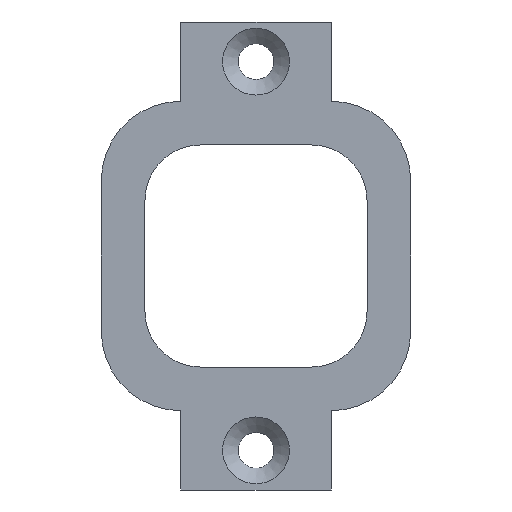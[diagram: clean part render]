
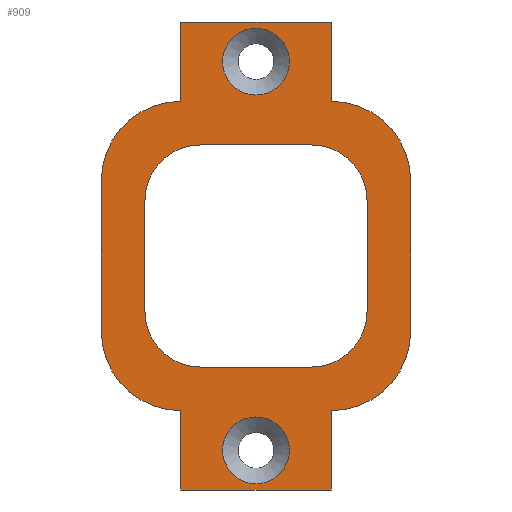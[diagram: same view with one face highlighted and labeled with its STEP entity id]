
A CAD part, front view. The second image highlights one B-rep face of the part: STEP entity #909.
In plain terms, the highlighted planar face has unit normal (0, -1, 0).
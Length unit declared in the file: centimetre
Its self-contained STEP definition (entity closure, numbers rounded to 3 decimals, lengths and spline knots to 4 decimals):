
#23=FACE_BOUND('',#172,.T.);
#24=FACE_BOUND('',#173,.T.);
#25=FACE_BOUND('',#174,.T.);
#40=CIRCLE('',#950,0.4215);
#42=CIRCLE('',#954,0.4215);
#52=CIRCLE('',#978,0.7);
#53=CIRCLE('',#981,0.7);
#54=CIRCLE('',#984,0.7);
#55=CIRCLE('',#987,0.7);
#56=CIRCLE('',#992,1.);
#57=CIRCLE('',#995,1.);
#58=CIRCLE('',#1000,1.);
#59=CIRCLE('',#1003,1.);
#121=FACE_OUTER_BOUND('',#171,.T.);
#171=EDGE_LOOP('',(#812,#813,#814,#815,#816,#817,#818,#819,#820,#821,#822,
#823));
#172=EDGE_LOOP('',(#824));
#173=EDGE_LOOP('',(#825));
#174=EDGE_LOOP('',(#826,#827,#828,#829,#830,#831,#832,#833));
#241=LINE('',#1455,#336);
#244=LINE('',#1463,#339);
#247=LINE('',#1471,#342);
#249=LINE('',#1477,#344);
#250=LINE('',#1481,#345);
#253=LINE('',#1486,#348);
#257=LINE('',#1495,#352);
#259=LINE('',#1502,#354);
#261=LINE('',#1506,#356);
#263=LINE('',#1510,#358);
#266=LINE('',#1518,#361);
#269=LINE('',#1525,#364);
#336=VECTOR('',#1186,1.);
#339=VECTOR('',#1195,1.);
#342=VECTOR('',#1204,1.);
#344=VECTOR('',#1212,1.);
#345=VECTOR('',#1215,1.);
#348=VECTOR('',#1220,1.);
#352=VECTOR('',#1230,1.);
#354=VECTOR('',#1238,1.);
#356=VECTOR('',#1242,1.);
#358=VECTOR('',#1246,1.);
#361=VECTOR('',#1255,1.);
#364=VECTOR('',#1264,1.);
#404=VERTEX_POINT('',#1368);
#406=VERTEX_POINT('',#1376);
#427=VERTEX_POINT('',#1447);
#428=VERTEX_POINT('',#1449);
#429=VERTEX_POINT('',#1453);
#430=VERTEX_POINT('',#1457);
#431=VERTEX_POINT('',#1461);
#432=VERTEX_POINT('',#1465);
#433=VERTEX_POINT('',#1469);
#434=VERTEX_POINT('',#1473);
#435=VERTEX_POINT('',#1479);
#436=VERTEX_POINT('',#1480);
#437=VERTEX_POINT('',#1485);
#438=VERTEX_POINT('',#1489);
#439=VERTEX_POINT('',#1493);
#440=VERTEX_POINT('',#1497);
#441=VERTEX_POINT('',#1501);
#442=VERTEX_POINT('',#1505);
#443=VERTEX_POINT('',#1509);
#444=VERTEX_POINT('',#1513);
#445=VERTEX_POINT('',#1517);
#446=VERTEX_POINT('',#1521);
#496=EDGE_CURVE('',#404,#404,#40,.T.);
#500=EDGE_CURVE('',#406,#406,#42,.T.);
#537=EDGE_CURVE('',#427,#428,#52,.T.);
#540=EDGE_CURVE('',#429,#427,#241,.T.);
#542=EDGE_CURVE('',#430,#429,#53,.T.);
#544=EDGE_CURVE('',#431,#430,#244,.T.);
#546=EDGE_CURVE('',#432,#431,#54,.T.);
#548=EDGE_CURVE('',#433,#432,#247,.T.);
#550=EDGE_CURVE('',#434,#433,#55,.T.);
#551=EDGE_CURVE('',#428,#434,#249,.T.);
#552=EDGE_CURVE('',#435,#436,#250,.T.);
#555=EDGE_CURVE('',#437,#435,#253,.T.);
#557=EDGE_CURVE('',#438,#437,#56,.T.);
#560=EDGE_CURVE('',#439,#438,#257,.T.);
#561=EDGE_CURVE('',#440,#439,#57,.T.);
#563=EDGE_CURVE('',#441,#440,#259,.T.);
#565=EDGE_CURVE('',#442,#441,#261,.T.);
#567=EDGE_CURVE('',#443,#442,#263,.T.);
#569=EDGE_CURVE('',#444,#443,#58,.T.);
#571=EDGE_CURVE('',#445,#444,#266,.T.);
#573=EDGE_CURVE('',#446,#445,#59,.T.);
#575=EDGE_CURVE('',#436,#446,#269,.T.);
#812=ORIENTED_EDGE('',*,*,#575,.F.);
#813=ORIENTED_EDGE('',*,*,#552,.F.);
#814=ORIENTED_EDGE('',*,*,#555,.F.);
#815=ORIENTED_EDGE('',*,*,#557,.F.);
#816=ORIENTED_EDGE('',*,*,#560,.F.);
#817=ORIENTED_EDGE('',*,*,#561,.F.);
#818=ORIENTED_EDGE('',*,*,#563,.F.);
#819=ORIENTED_EDGE('',*,*,#565,.F.);
#820=ORIENTED_EDGE('',*,*,#567,.F.);
#821=ORIENTED_EDGE('',*,*,#569,.F.);
#822=ORIENTED_EDGE('',*,*,#571,.F.);
#823=ORIENTED_EDGE('',*,*,#573,.F.);
#824=ORIENTED_EDGE('',*,*,#496,.T.);
#825=ORIENTED_EDGE('',*,*,#500,.T.);
#826=ORIENTED_EDGE('',*,*,#537,.F.);
#827=ORIENTED_EDGE('',*,*,#540,.F.);
#828=ORIENTED_EDGE('',*,*,#542,.F.);
#829=ORIENTED_EDGE('',*,*,#544,.F.);
#830=ORIENTED_EDGE('',*,*,#546,.F.);
#831=ORIENTED_EDGE('',*,*,#548,.F.);
#832=ORIENTED_EDGE('',*,*,#550,.F.);
#833=ORIENTED_EDGE('',*,*,#551,.F.);
#861=PLANE('',#1005);
#909=ADVANCED_FACE('',(#121,#23,#24,#25),#861,.F.);
#950=AXIS2_PLACEMENT_3D('',#1369,#1095,#1096);
#954=AXIS2_PLACEMENT_3D('',#1377,#1105,#1106);
#978=AXIS2_PLACEMENT_3D('',#1450,#1180,#1181);
#981=AXIS2_PLACEMENT_3D('',#1459,#1190,#1191);
#984=AXIS2_PLACEMENT_3D('',#1467,#1199,#1200);
#987=AXIS2_PLACEMENT_3D('',#1475,#1208,#1209);
#992=AXIS2_PLACEMENT_3D('',#1490,#1224,#1225);
#995=AXIS2_PLACEMENT_3D('',#1498,#1233,#1234);
#1000=AXIS2_PLACEMENT_3D('',#1514,#1250,#1251);
#1003=AXIS2_PLACEMENT_3D('',#1522,#1259,#1260);
#1005=AXIS2_PLACEMENT_3D('',#1526,#1265,#1266);
#1095=DIRECTION('center_axis',(0.,1.,0.));
#1096=DIRECTION('ref_axis',(0.,0.,-1.));
#1105=DIRECTION('center_axis',(0.,1.,0.));
#1106=DIRECTION('ref_axis',(0.,0.,-1.));
#1180=DIRECTION('center_axis',(0.,-1.,0.));
#1181=DIRECTION('ref_axis',(-1.,0.,0.));
#1186=DIRECTION('',(-1.,0.,0.));
#1190=DIRECTION('center_axis',(0.,-1.,0.));
#1191=DIRECTION('ref_axis',(0.,0.,1.));
#1195=DIRECTION('',(0.,0.,1.));
#1199=DIRECTION('center_axis',(0.,-1.,0.));
#1200=DIRECTION('ref_axis',(1.,0.,0.));
#1204=DIRECTION('',(1.,0.,0.));
#1208=DIRECTION('center_axis',(0.,-1.,0.));
#1209=DIRECTION('ref_axis',(0.,0.,-1.));
#1212=DIRECTION('',(0.,0.,-1.));
#1215=DIRECTION('',(1.,0.,0.));
#1220=DIRECTION('',(0.,0.,1.));
#1224=DIRECTION('center_axis',(0.,1.,0.));
#1225=DIRECTION('ref_axis',(-1.,0.,0.));
#1230=DIRECTION('',(0.,0.,1.));
#1233=DIRECTION('center_axis',(0.,1.,0.));
#1234=DIRECTION('ref_axis',(0.,0.,-1.));
#1238=DIRECTION('',(0.,0.,1.));
#1242=DIRECTION('',(-1.,0.,0.));
#1246=DIRECTION('',(0.,0.,-1.));
#1250=DIRECTION('center_axis',(0.,1.,0.));
#1251=DIRECTION('ref_axis',(1.,0.,0.));
#1255=DIRECTION('',(0.,0.,-1.));
#1259=DIRECTION('center_axis',(0.,1.,0.));
#1260=DIRECTION('ref_axis',(0.,0.,1.));
#1264=DIRECTION('',(0.,0.,-1.));
#1265=DIRECTION('center_axis',(0.,1.,0.));
#1266=DIRECTION('ref_axis',(1.,0.,0.));
#1368=CARTESIAN_POINT('',(1.7,0.,1.1715));
#1369=CARTESIAN_POINT('Origin',(1.7,0.,0.75));
#1376=CARTESIAN_POINT('',(1.7,0.,-3.7285));
#1377=CARTESIAN_POINT('Origin',(1.7,0.,-4.15));
#1447=CARTESIAN_POINT('',(1.,0.,-0.3));
#1449=CARTESIAN_POINT('',(0.3,0.,-1.));
#1450=CARTESIAN_POINT('Origin',(1.,0.,-1.));
#1453=CARTESIAN_POINT('',(2.4,0.,-0.3));
#1455=CARTESIAN_POINT('',(1.,0.,-0.3));
#1457=CARTESIAN_POINT('',(3.1,0.,-1.));
#1459=CARTESIAN_POINT('Origin',(2.4,0.,-1.));
#1461=CARTESIAN_POINT('',(3.1,0.,-2.4));
#1463=CARTESIAN_POINT('',(3.1,0.,-1.));
#1465=CARTESIAN_POINT('',(2.4,0.,-3.1));
#1467=CARTESIAN_POINT('Origin',(2.4,0.,-2.4));
#1469=CARTESIAN_POINT('',(1.,0.,-3.1));
#1471=CARTESIAN_POINT('',(2.4,0.,-3.1));
#1473=CARTESIAN_POINT('',(0.3,0.,-2.4));
#1475=CARTESIAN_POINT('Origin',(1.,0.,-2.4));
#1477=CARTESIAN_POINT('',(0.3,0.,-2.4));
#1479=CARTESIAN_POINT('',(0.75,0.,1.25));
#1480=CARTESIAN_POINT('',(2.65,0.,1.25));
#1481=CARTESIAN_POINT('',(0.75,0.,1.25));
#1485=CARTESIAN_POINT('',(0.75,0.,0.25));
#1486=CARTESIAN_POINT('',(0.75,0.,0.25));
#1489=CARTESIAN_POINT('',(-0.25,0.,-0.75));
#1490=CARTESIAN_POINT('Origin',(0.75,0.,-0.75));
#1493=CARTESIAN_POINT('',(-0.25,0.,-2.65));
#1495=CARTESIAN_POINT('',(-0.25,0.,-2.65));
#1497=CARTESIAN_POINT('',(0.75,0.,-3.65));
#1498=CARTESIAN_POINT('Origin',(0.75,0.,-2.65));
#1501=CARTESIAN_POINT('',(0.75,0.,-4.65));
#1502=CARTESIAN_POINT('',(0.75,0.,-4.65));
#1505=CARTESIAN_POINT('',(2.65,0.,-4.65));
#1506=CARTESIAN_POINT('',(2.65,0.,-4.65));
#1509=CARTESIAN_POINT('',(2.65,0.,-3.65));
#1510=CARTESIAN_POINT('',(2.65,0.,-3.65));
#1513=CARTESIAN_POINT('',(3.65,0.,-2.65));
#1514=CARTESIAN_POINT('Origin',(2.65,0.,-2.65));
#1517=CARTESIAN_POINT('',(3.65,0.,-0.75));
#1518=CARTESIAN_POINT('',(3.65,0.,-0.75));
#1521=CARTESIAN_POINT('',(2.65,0.,0.25));
#1522=CARTESIAN_POINT('Origin',(2.65,0.,-0.75));
#1525=CARTESIAN_POINT('',(2.65,0.,1.25));
#1526=CARTESIAN_POINT('Origin',(1.7,0.,-1.7));
